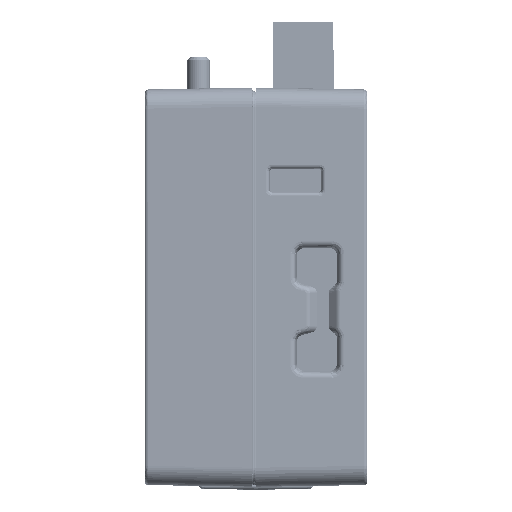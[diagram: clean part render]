
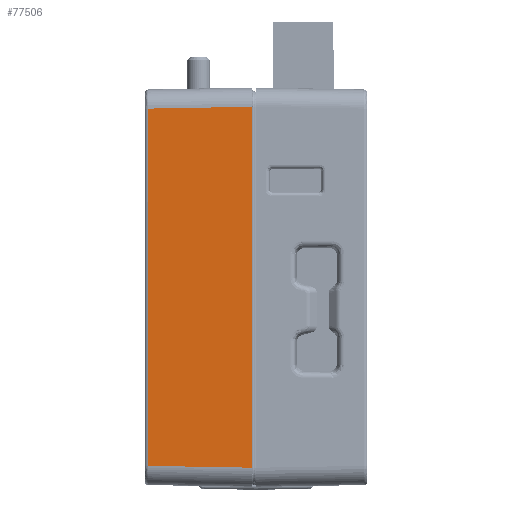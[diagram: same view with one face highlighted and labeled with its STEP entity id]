
A CAD part, front view. The second image highlights one B-rep face of the part: STEP entity #77506.
In plain terms, the highlighted planar face has unit normal (-0.018, -1, 0).
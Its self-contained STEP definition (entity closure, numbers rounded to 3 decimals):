
#5102 = ORIENTED_EDGE ( 'NONE', *, *, #155276, .F. ) ;
#5710 = VERTEX_POINT ( 'NONE', #154354 ) ;
#9770 = VERTEX_POINT ( 'NONE', #143736 ) ;
#16279 = CARTESIAN_POINT ( 'NONE',  ( -28.017, -62.011, -52. ) ) ;
#16823 = CARTESIAN_POINT ( 'NONE',  ( -28.017, -62.011, -46.512 ) ) ;
#19859 = VERTEX_POINT ( 'NONE', #27928 ) ;
#24620 = CARTESIAN_POINT ( 'NONE',  ( -28.017, -62.011, -46.512 ) ) ;
#27928 = CARTESIAN_POINT ( 'NONE',  ( -28.017, -62.011, 46.512 ) ) ;
#31216 = FACE_OUTER_BOUND ( 'NONE', #153073, .T. ) ;
#33676 = DIRECTION ( 'NONE',  ( -0.017, -1., 0. ) ) ;
#36404 = VECTOR ( 'NONE', #179650, 1000. ) ;
#39138 = VECTOR ( 'NONE', #62533, 1000. ) ;
#42079 = LINE ( 'NONE', #16279, #36404 ) ;
#42883 = DIRECTION ( 'NONE',  ( 1., -0.017, -0.017 ) ) ;
#44612 = DIRECTION ( 'NONE',  ( 0., 0., 1. ) ) ;
#51429 = ORIENTED_EDGE ( 'NONE', *, *, #139468, .T. ) ;
#62533 = DIRECTION ( 'NONE',  ( 1., -0.017, 0.017 ) ) ;
#72369 = AXIS2_PLACEMENT_3D ( 'NONE', #196322, #33676, #160578 ) ;
#77506 = ADVANCED_FACE ( 'NONE', ( #31216 ), #142402, .T. ) ;
#87909 = LINE ( 'NONE', #171454, #136091 ) ;
#101969 = ORIENTED_EDGE ( 'NONE', *, *, #154892, .F. ) ;
#136091 = VECTOR ( 'NONE', #44612, 1000. ) ;
#139468 = EDGE_CURVE ( 'NONE', #214992, #9770, #199359, .T. ) ;
#142402 = PLANE ( 'NONE',  #72369 ) ;
#143736 = CARTESIAN_POINT ( 'NONE',  ( -1., -62.483, -46.983 ) ) ;
#153073 = EDGE_LOOP ( 'NONE', ( #51429, #208333, #5102, #101969 ) ) ;
#154354 = CARTESIAN_POINT ( 'NONE',  ( -1., -62.483, 46.983 ) ) ;
#154892 = EDGE_CURVE ( 'NONE', #214992, #19859, #42079, .T. ) ;
#155276 = EDGE_CURVE ( 'NONE', #19859, #5710, #232186, .T. ) ;
#160578 = DIRECTION ( 'NONE',  ( 1., -0.017, 0. ) ) ;
#171454 = CARTESIAN_POINT ( 'NONE',  ( -1., -62.483, -52. ) ) ;
#179650 = DIRECTION ( 'NONE',  ( 0., 0., 1. ) ) ;
#179885 = EDGE_CURVE ( 'NONE', #9770, #5710, #87909, .T. ) ;
#189438 = CARTESIAN_POINT ( 'NONE',  ( 93.004, -64.123, 48.624 ) ) ;
#193637 = VECTOR ( 'NONE', #42883, 1000. ) ;
#196322 = CARTESIAN_POINT ( 'NONE',  ( -28.017, -62.011, -52. ) ) ;
#199359 = LINE ( 'NONE', #24620, #193637 ) ;
#208333 = ORIENTED_EDGE ( 'NONE', *, *, #179885, .T. ) ;
#214992 = VERTEX_POINT ( 'NONE', #16823 ) ;
#232186 = LINE ( 'NONE', #189438, #39138 ) ;
